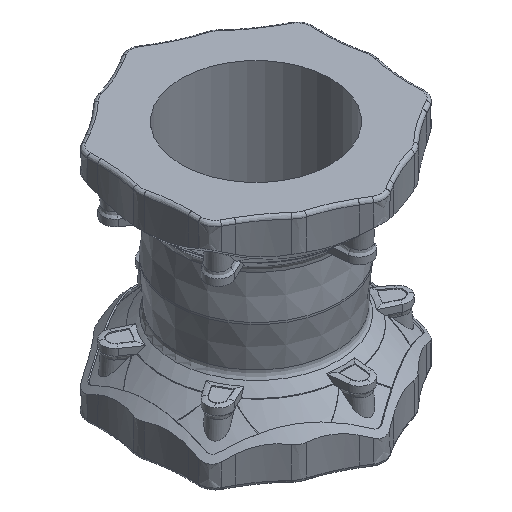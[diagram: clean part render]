
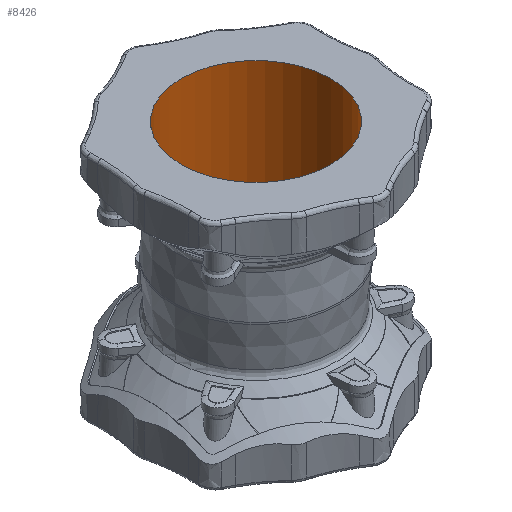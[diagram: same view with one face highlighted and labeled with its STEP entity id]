
A CAD part, isometric view. The second image highlights one B-rep face of the part: STEP entity #8426.
In plain terms, the highlighted cylindrical face has radius 113.5 mm (diameter 227 mm), a full revolution.
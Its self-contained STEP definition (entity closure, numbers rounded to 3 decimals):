
#1367 = CARTESIAN_POINT ( 'NONE',  ( 113.5, 0., 177. ) ) ;
#1370 = CARTESIAN_POINT ( 'NONE',  ( 113.5, 0., -177. ) ) ;
#8426 = ADVANCED_FACE ( 'NONE', ( #12213, #12209 ), #12224, .F. ) ;
#12209 = FACE_OUTER_BOUND ( 'NONE', #29120, .T. ) ;
#12213 = FACE_OUTER_BOUND ( 'NONE', #29116, .T. ) ;
#12224 = CYLINDRICAL_SURFACE ( 'NONE', #27562, 113.5 ) ;
#12534 = CIRCLE ( 'NONE', #27848, 113.5 ) ;
#15128 = CIRCLE ( 'NONE', #28047, 113.5 ) ;
#15892 = VERTEX_POINT ( 'NONE', #1367 ) ;
#15895 = VERTEX_POINT ( 'NONE', #1370 ) ;
#16263 = CARTESIAN_POINT ( 'NONE',  ( 0., 0., -177. ) ) ;
#16264 = DIRECTION ( 'NONE',  ( 0., 0., 1. ) ) ;
#16265 = DIRECTION ( 'NONE',  ( 1., 0., 0. ) ) ;
#17198 = CARTESIAN_POINT ( 'NONE',  ( 0., 0., 177. ) ) ;
#17199 = DIRECTION ( 'NONE',  ( 0., 0., 1. ) ) ;
#17200 = DIRECTION ( 'NONE',  ( 1., 0., 0. ) ) ;
#20629 = EDGE_CURVE ( 'NONE', #15892, #15892, #12534, .T. ) ;
#21049 = EDGE_CURVE ( 'NONE', #15895, #15895, #15128, .T. ) ;
#26435 = DIRECTION ( 'NONE',  ( 1., 0., 0. ) ) ;
#26440 = CARTESIAN_POINT ( 'NONE',  ( 0., 0., -177. ) ) ;
#26441 = DIRECTION ( 'NONE',  ( 0., 0., 1. ) ) ;
#27562 = AXIS2_PLACEMENT_3D ( 'NONE', #26440, #26441, #26435 ) ;
#27848 = AXIS2_PLACEMENT_3D ( 'NONE', #17198, #17199, #17200 ) ;
#28047 = AXIS2_PLACEMENT_3D ( 'NONE', #16263, #16264, #16265 ) ;
#29116 = EDGE_LOOP ( 'NONE', ( #29346 ) ) ;
#29120 = EDGE_LOOP ( 'NONE', ( #29347 ) ) ;
#29346 = ORIENTED_EDGE ( 'NONE', *, *, #21049, .F. ) ;
#29347 = ORIENTED_EDGE ( 'NONE', *, *, #20629, .T. ) ;
